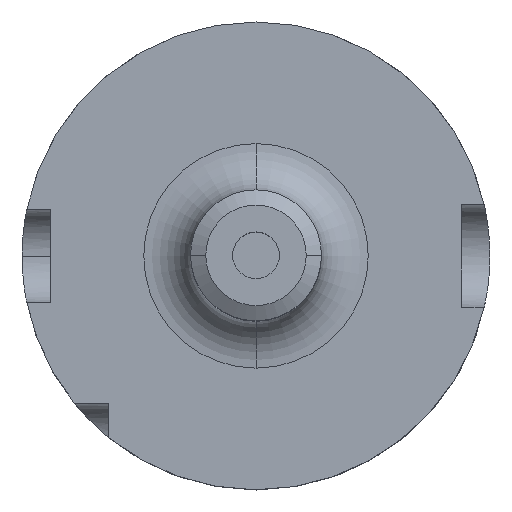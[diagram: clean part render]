
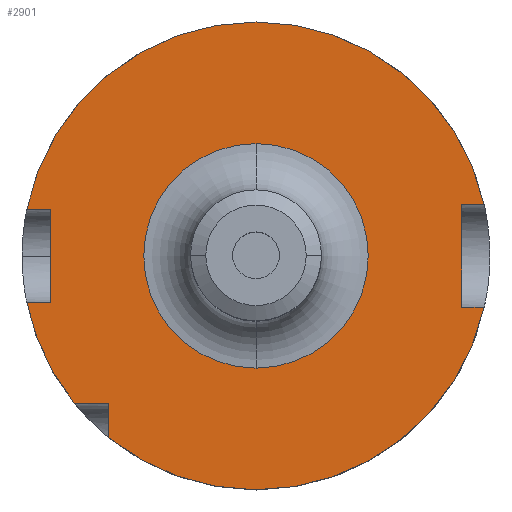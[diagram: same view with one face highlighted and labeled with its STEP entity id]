
A CAD part, top view. The second image highlights one B-rep face of the part: STEP entity #2901.
In plain terms, the highlighted planar face has unit normal (0, 0, 1).
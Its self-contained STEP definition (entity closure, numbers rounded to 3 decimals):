
#31 = CARTESIAN_POINT ( 'NONE',  ( 0., 6., 29. ) ) ;
#45 = CARTESIAN_POINT ( 'NONE',  ( 48.775, 11., 29. ) ) ;
#58 = CARTESIAN_POINT ( 'NONE',  ( 44., -11., 29. ) ) ;
#73 = EDGE_CURVE ( 'NONE', #2036, #1046, #1182, .T. ) ;
#108 = EDGE_CURVE ( 'NONE', #2131, #701, #888, .T. ) ;
#157 = ORIENTED_EDGE ( 'NONE', *, *, #2050, .F. ) ;
#179 = DIRECTION ( 'NONE',  ( 1., 0., 0. ) ) ;
#183 = LINE ( 'NONE', #1799, #1442 ) ;
#209 = CARTESIAN_POINT ( 'NONE',  ( 0., 10., 29. ) ) ;
#216 = CARTESIAN_POINT ( 'NONE',  ( 0., 0., 29. ) ) ;
#241 = ORIENTED_EDGE ( 'NONE', *, *, #1119, .F. ) ;
#311 = CARTESIAN_POINT ( 'NONE',  ( 0., -11., 29. ) ) ;
#329 = CARTESIAN_POINT ( 'NONE',  ( 0., 0., 29. ) ) ;
#357 = DIRECTION ( 'NONE',  ( 0., -1., 0. ) ) ;
#367 = VERTEX_POINT ( 'NONE', #2563 ) ;
#453 = DIRECTION ( 'NONE',  ( 0., -1., 0. ) ) ;
#459 = CARTESIAN_POINT ( 'NONE',  ( 0., -24., 29. ) ) ;
#460 = ORIENTED_EDGE ( 'NONE', *, *, #1212, .F. ) ;
#499 = DIRECTION ( 'NONE',  ( 0., -1., 0. ) ) ;
#508 = DIRECTION ( 'NONE',  ( 0., 1., 0. ) ) ;
#545 = ORIENTED_EDGE ( 'NONE', *, *, #2943, .T. ) ;
#561 = ORIENTED_EDGE ( 'NONE', *, *, #108, .F. ) ;
#567 = DIRECTION ( 'NONE',  ( 0., 1., 0. ) ) ;
#633 = ORIENTED_EDGE ( 'NONE', *, *, #2769, .T. ) ;
#635 = DIRECTION ( 'NONE',  ( 1., 0., 0. ) ) ;
#678 = CARTESIAN_POINT ( 'NONE',  ( 0., 0., 29. ) ) ;
#685 = AXIS2_PLACEMENT_3D ( 'NONE', #678, #2351, #917 ) ;
#701 = VERTEX_POINT ( 'NONE', #2329 ) ;
#747 = CARTESIAN_POINT ( 'NONE',  ( 0., 0., 29. ) ) ;
#749 = VERTEX_POINT ( 'NONE', #2283 ) ;
#755 = VERTEX_POINT ( 'NONE', #45 ) ;
#785 = EDGE_CURVE ( 'NONE', #1756, #2962, #1479, .T. ) ;
#790 = CIRCLE ( 'NONE', #1804, 24. ) ;
#803 = ORIENTED_EDGE ( 'NONE', *, *, #785, .F. ) ;
#823 = ORIENTED_EDGE ( 'NONE', *, *, #1986, .F. ) ;
#888 = CIRCLE ( 'NONE', #1003, 50. ) ;
#917 = DIRECTION ( 'NONE',  ( 0., 1., 0. ) ) ;
#1003 = AXIS2_PLACEMENT_3D ( 'NONE', #747, #2416, #508 ) ;
#1024 = CIRCLE ( 'NONE', #1426, 50. ) ;
#1046 = VERTEX_POINT ( 'NONE', #58 ) ;
#1055 = LINE ( 'NONE', #1851, #1723 ) ;
#1108 = DIRECTION ( 'NONE',  ( -1., 0., 0. ) ) ;
#1119 = EDGE_CURVE ( 'NONE', #1613, #2034, #1931, .T. ) ;
#1148 = DIRECTION ( 'NONE',  ( 0., 0., -1. ) ) ;
#1149 = AXIS2_PLACEMENT_3D ( 'NONE', #31, #1936, #499 ) ;
#1182 = LINE ( 'NONE', #1826, #2860 ) ;
#1212 = EDGE_CURVE ( 'NONE', #2962, #749, #2947, .T. ) ;
#1284 = ORIENTED_EDGE ( 'NONE', *, *, #2294, .F. ) ;
#1300 = VERTEX_POINT ( 'NONE', #1404 ) ;
#1355 = VECTOR ( 'NONE', #1948, 1000. ) ;
#1386 = CARTESIAN_POINT ( 'NONE',  ( -31.5, -31.5, 29. ) ) ;
#1404 = CARTESIAN_POINT ( 'NONE',  ( -44., -10., 29. ) ) ;
#1422 = ORIENTED_EDGE ( 'NONE', *, *, #73, .F. ) ;
#1426 = AXIS2_PLACEMENT_3D ( 'NONE', #329, #1998, #567 ) ;
#1442 = VECTOR ( 'NONE', #357, 1000. ) ;
#1449 = PLANE ( 'NONE',  #1149 ) ;
#1479 = LINE ( 'NONE', #209, #2111 ) ;
#1513 = FACE_BOUND ( 'NONE', #2254, .T. ) ;
#1518 = CARTESIAN_POINT ( 'NONE',  ( -44., 10., 29. ) ) ;
#1584 = DIRECTION ( 'NONE',  ( 0., -1., 0. ) ) ;
#1597 = FACE_OUTER_BOUND ( 'NONE', #1661, .T. ) ;
#1613 = VERTEX_POINT ( 'NONE', #2877 ) ;
#1645 = CARTESIAN_POINT ( 'NONE',  ( 44., 11., 29. ) ) ;
#1661 = EDGE_LOOP ( 'NONE', ( #823, #241, #1284, #3042, #1422, #2393, #157, #460, #803, #2189, #2404, #561 ) ) ;
#1723 = VECTOR ( 'NONE', #1108, 1000. ) ;
#1738 = EDGE_CURVE ( 'NONE', #2875, #1046, #2991, .T. ) ;
#1756 = VERTEX_POINT ( 'NONE', #1518 ) ;
#1786 = LINE ( 'NONE', #2533, #2884 ) ;
#1799 = CARTESIAN_POINT ( 'NONE',  ( -44., -10., 29. ) ) ;
#1804 = AXIS2_PLACEMENT_3D ( 'NONE', #2575, #1148, #2817 ) ;
#1826 = CARTESIAN_POINT ( 'NONE',  ( 44., -11., 29. ) ) ;
#1851 = CARTESIAN_POINT ( 'NONE',  ( 0., -31.5, 29. ) ) ;
#1888 = DIRECTION ( 'NONE',  ( 0., 1., 0. ) ) ;
#1889 = DIRECTION ( 'NONE',  ( 0., 0., -1. ) ) ;
#1931 = LINE ( 'NONE', #2624, #1355 ) ;
#1936 = DIRECTION ( 'NONE',  ( 0., 0., 1. ) ) ;
#1948 = DIRECTION ( 'NONE',  ( 0., 1., 0. ) ) ;
#1976 = EDGE_CURVE ( 'NONE', #2036, #755, #2951, .T. ) ;
#1982 = EDGE_CURVE ( 'NONE', #701, #1300, #1786, .T. ) ;
#1985 = DIRECTION ( 'NONE',  ( -1., 0., 0. ) ) ;
#1986 = EDGE_CURVE ( 'NONE', #2034, #2131, #1055, .T. ) ;
#1998 = DIRECTION ( 'NONE',  ( 0., 0., -1. ) ) ;
#2034 = VERTEX_POINT ( 'NONE', #1386 ) ;
#2036 = VERTEX_POINT ( 'NONE', #1645 ) ;
#2050 = EDGE_CURVE ( 'NONE', #749, #755, #2112, .T. ) ;
#2111 = VECTOR ( 'NONE', #2983, 1000. ) ;
#2112 = CIRCLE ( 'NONE', #685, 50. ) ;
#2131 = VERTEX_POINT ( 'NONE', #2587 ) ;
#2155 = CARTESIAN_POINT ( 'NONE',  ( 48.775, -11., 29. ) ) ;
#2189 = ORIENTED_EDGE ( 'NONE', *, *, #2402, .T. ) ;
#2254 = EDGE_LOOP ( 'NONE', ( #633, #545 ) ) ;
#2283 = CARTESIAN_POINT ( 'NONE',  ( 0., 50., 29. ) ) ;
#2294 = EDGE_CURVE ( 'NONE', #2875, #1613, #1024, .T. ) ;
#2329 = CARTESIAN_POINT ( 'NONE',  ( -48.99, -10., 29. ) ) ;
#2336 = VECTOR ( 'NONE', #635, 1000. ) ;
#2351 = DIRECTION ( 'NONE',  ( 0., 0., -1. ) ) ;
#2353 = DIRECTION ( 'NONE',  ( 0., 0., -1. ) ) ;
#2354 = CARTESIAN_POINT ( 'NONE',  ( -48.99, 10., 29. ) ) ;
#2393 = ORIENTED_EDGE ( 'NONE', *, *, #1976, .T. ) ;
#2402 = EDGE_CURVE ( 'NONE', #1756, #1300, #183, .T. ) ;
#2404 = ORIENTED_EDGE ( 'NONE', *, *, #1982, .F. ) ;
#2416 = DIRECTION ( 'NONE',  ( 0., 0., -1. ) ) ;
#2533 = CARTESIAN_POINT ( 'NONE',  ( 0., -10., 29. ) ) ;
#2563 = CARTESIAN_POINT ( 'NONE',  ( 0., 24., 29. ) ) ;
#2575 = CARTESIAN_POINT ( 'NONE',  ( 0., 0., 29. ) ) ;
#2579 = AXIS2_PLACEMENT_3D ( 'NONE', #3049, #2353, #1888 ) ;
#2587 = CARTESIAN_POINT ( 'NONE',  ( -38.83, -31.5, 29. ) ) ;
#2624 = CARTESIAN_POINT ( 'NONE',  ( -31.5, 6., 29. ) ) ;
#2769 = EDGE_CURVE ( 'NONE', #2976, #367, #3068, .T. ) ;
#2795 = CARTESIAN_POINT ( 'NONE',  ( 0., 11., 29. ) ) ;
#2803 = AXIS2_PLACEMENT_3D ( 'NONE', #216, #1889, #453 ) ;
#2817 = DIRECTION ( 'NONE',  ( 0., -1., 0. ) ) ;
#2860 = VECTOR ( 'NONE', #1584, 1000. ) ;
#2875 = VERTEX_POINT ( 'NONE', #2155 ) ;
#2877 = CARTESIAN_POINT ( 'NONE',  ( -31.5, -38.83, 29. ) ) ;
#2884 = VECTOR ( 'NONE', #179, 1000. ) ;
#2901 = ADVANCED_FACE ( 'NONE', ( #1513, #1597 ), #1449, .T. ) ;
#2916 = VECTOR ( 'NONE', #1985, 1000. ) ;
#2943 = EDGE_CURVE ( 'NONE', #367, #2976, #790, .T. ) ;
#2947 = CIRCLE ( 'NONE', #2579, 50. ) ;
#2951 = LINE ( 'NONE', #2795, #2336 ) ;
#2962 = VERTEX_POINT ( 'NONE', #2354 ) ;
#2976 = VERTEX_POINT ( 'NONE', #459 ) ;
#2983 = DIRECTION ( 'NONE',  ( -1., 0., 0. ) ) ;
#2991 = LINE ( 'NONE', #311, #2916 ) ;
#3042 = ORIENTED_EDGE ( 'NONE', *, *, #1738, .T. ) ;
#3049 = CARTESIAN_POINT ( 'NONE',  ( 0., 0., 29. ) ) ;
#3068 = CIRCLE ( 'NONE', #2803, 24. ) ;
